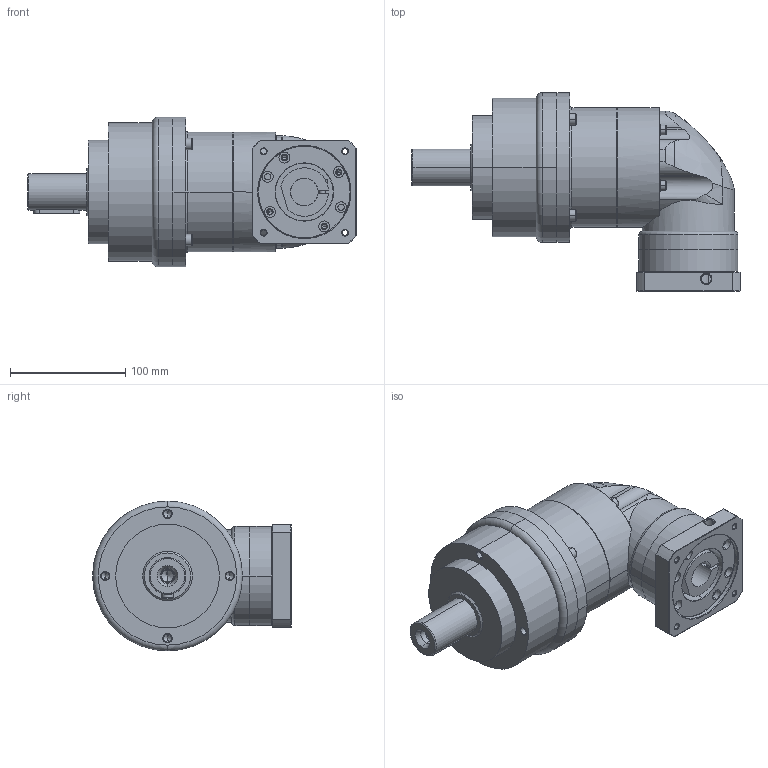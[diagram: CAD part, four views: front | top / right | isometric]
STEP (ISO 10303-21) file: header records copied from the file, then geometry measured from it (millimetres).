
FILE_DESCRIPTION((''),'2;1');
FILE_NAME('AER1202-P0403300603_ASM','2008-09-05T',('d00080'),(''),'PRO/ENGINEER BY PARAMETRIC TECHNOLOGY CORPORATION, 2006170','PRO/ENGINEER BY PARAMETRIC TECHNOLOGY CORPORATION, 2006170','');
FILE_SCHEMA(('CONFIG_CONTROL_DESIGN'));
Length unit declared in the file: millimetre
Products named in the file (11): AE120-2; P244; 220120705; RG-SET3-4_ASM; PD130001; 233100003; 220100610; HOUSING-SET-3_ASM; P1305300001; P0403300603; AER1202-P0403300603_ASM
Assembly tree (19 placements, depth 3):
  AER1202-P0403300603_ASM
    AE120-2
    RG-SET3-4_ASM
      P244
      220120705  x4
    HOUSING-SET-3_ASM
      PD130001
      233100003  x4
      220100610  x4
    P1305300001
    P0403300603
Bounding box: 285 x 172.5 x 130 mm (x, y, z)
Volume: 2203495.6 mm3; surface area: 224437.7 mm2
Topology: 17 solids, 39 shells, 678 faces, 1539 edges, 935 vertices
Faces by surface type: cylinder 298, plane 217, cone 112, torus 35, bspline 16
Entity records: 14711 total; most frequent: CARTESIAN_POINT 3444, DIRECTION 2538, ORIENTED_EDGE 2054, EDGE_CURVE 1071, AXIS2_PLACEMENT_3D 1060, VERTEX_POINT 683, EDGE_LOOP 578, CIRCLE 556
